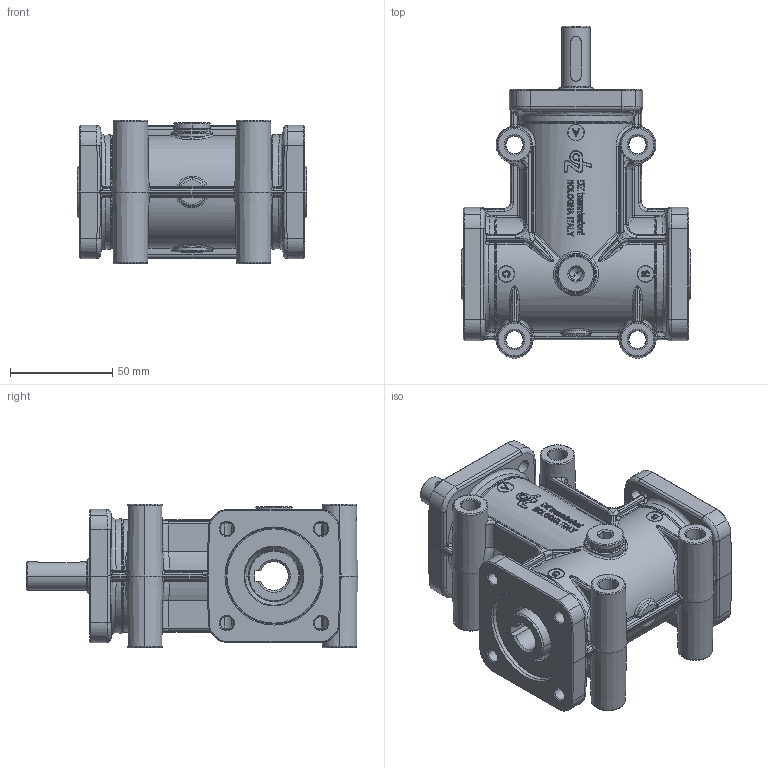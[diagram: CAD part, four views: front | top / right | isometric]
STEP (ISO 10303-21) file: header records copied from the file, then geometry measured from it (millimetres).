
FILE_DESCRIPTION(('STEP AP214'),'1');
FILE_NAME('.stp','2017-07-04T11:26:35',('TraceParts'),('TraceParts S.A.'),'Spatial InterOp 3D',' ',' ');
FILE_SCHEMA(('automotive_design'));
Length unit declared in the file: millimetre
Products named in the file (1): zp_213–4p3v_–
Bounding box: 112 x 161.97 x 70 mm (x, y, z)
Volume: 502247.5 mm3; surface area: 83527.5 mm2
Topology: 1 solids, 1 shells, 2228 faces, 5525 edges, 3314 vertices
Faces by surface type: cylinder 784, bspline 655, plane 402, torus 163, cone 130, sphere 94
Entity records: 134962 total; most frequent: CARTESIAN_POINT 66868, ORIENTED_EDGE 10966, DIRECTION 9998, EDGE_CURVE 5483, AXIS2_PLACEMENT_3D 4073, VERTEX_POINT 3314, EDGE_LOOP 2319, STYLED_ITEM 2229
